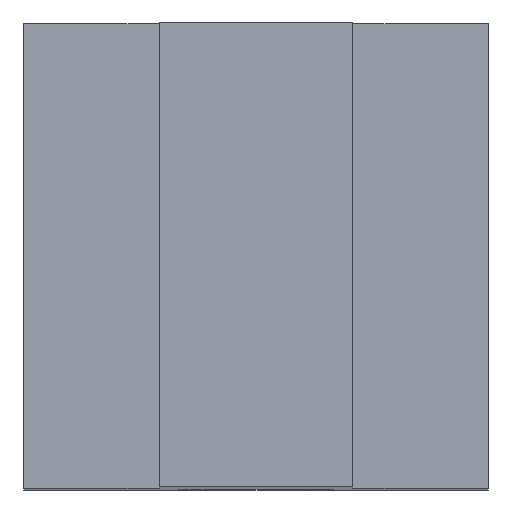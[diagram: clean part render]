
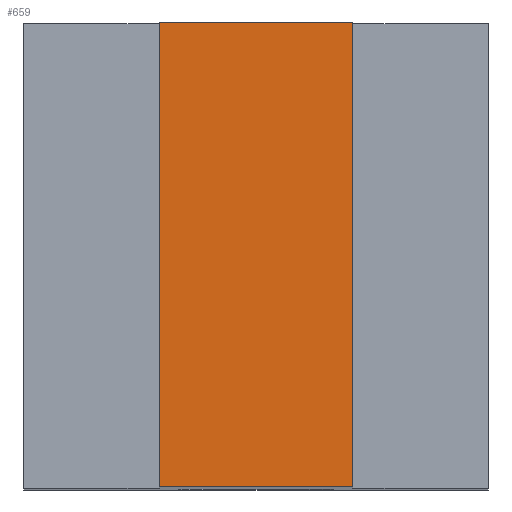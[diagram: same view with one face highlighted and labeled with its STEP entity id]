
A CAD part, top view. The second image highlights one B-rep face of the part: STEP entity #659.
In plain terms, the highlighted planar face has unit normal (0, 0, 1).
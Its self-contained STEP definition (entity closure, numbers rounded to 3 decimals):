
#28 = DIRECTION ( 'NONE',  ( 0., 0., -1. ) ) ;
#224 = CARTESIAN_POINT ( 'NONE',  ( 5., -12., 91. ) ) ;
#474 = CARTESIAN_POINT ( 'NONE',  ( 5., 12., 91. ) ) ;
#499 = VERTEX_POINT ( 'NONE', #2157 ) ;
#503 = EDGE_CURVE ( 'NONE', #1248, #1416, #1464, .T. ) ;
#597 = EDGE_CURVE ( 'NONE', #1416, #499, #2041, .T. ) ;
#659 = ADVANCED_FACE ( 'NONE', ( #1508 ), #1034, .F. ) ;
#688 = DIRECTION ( 'NONE',  ( 0., -1., 0. ) ) ;
#767 = VECTOR ( 'NONE', #857, 1000. ) ;
#793 = DIRECTION ( 'NONE',  ( -1., 0., 0. ) ) ;
#821 = CARTESIAN_POINT ( 'NONE',  ( 5., -12., 91. ) ) ;
#846 = EDGE_LOOP ( 'NONE', ( #1863, #922, #1895, #1867 ) ) ;
#857 = DIRECTION ( 'NONE',  ( 0., -1., 0. ) ) ;
#922 = ORIENTED_EDGE ( 'NONE', *, *, #2135, .F. ) ;
#969 = VECTOR ( 'NONE', #688, 1000. ) ;
#1034 = PLANE ( 'NONE',  #2086 ) ;
#1108 = CARTESIAN_POINT ( 'NONE',  ( 5., -12., 91. ) ) ;
#1248 = VERTEX_POINT ( 'NONE', #1578 ) ;
#1283 = DIRECTION ( 'NONE',  ( -1., 0., 0. ) ) ;
#1288 = VECTOR ( 'NONE', #793, 1000. ) ;
#1362 = CARTESIAN_POINT ( 'NONE',  ( -5., 12., 91. ) ) ;
#1416 = VERTEX_POINT ( 'NONE', #1362 ) ;
#1464 = LINE ( 'NONE', #474, #1702 ) ;
#1490 = EDGE_CURVE ( 'NONE', #1248, #2048, #1728, .T. ) ;
#1508 = FACE_OUTER_BOUND ( 'NONE', #846, .T. ) ;
#1578 = CARTESIAN_POINT ( 'NONE',  ( 5., 12., 91. ) ) ;
#1689 = DIRECTION ( 'NONE',  ( -1., 0., 0. ) ) ;
#1702 = VECTOR ( 'NONE', #1283, 1000. ) ;
#1710 = CARTESIAN_POINT ( 'NONE',  ( -5., -12., 91. ) ) ;
#1728 = LINE ( 'NONE', #224, #767 ) ;
#1863 = ORIENTED_EDGE ( 'NONE', *, *, #597, .T. ) ;
#1867 = ORIENTED_EDGE ( 'NONE', *, *, #503, .T. ) ;
#1895 = ORIENTED_EDGE ( 'NONE', *, *, #1490, .F. ) ;
#1971 = CARTESIAN_POINT ( 'NONE',  ( 5., -12., 91. ) ) ;
#2041 = LINE ( 'NONE', #1710, #969 ) ;
#2048 = VERTEX_POINT ( 'NONE', #1108 ) ;
#2086 = AXIS2_PLACEMENT_3D ( 'NONE', #821, #28, #1689 ) ;
#2135 = EDGE_CURVE ( 'NONE', #2048, #499, #2136, .T. ) ;
#2136 = LINE ( 'NONE', #1971, #1288 ) ;
#2157 = CARTESIAN_POINT ( 'NONE',  ( -5., -12., 91. ) ) ;
